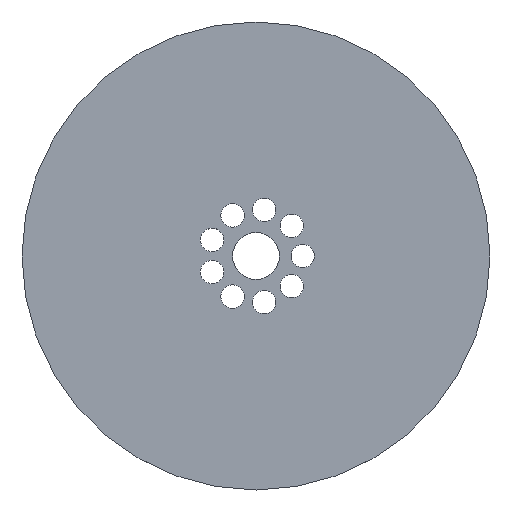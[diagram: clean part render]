
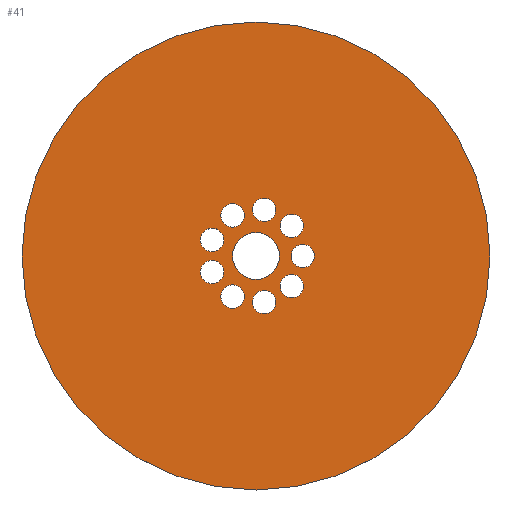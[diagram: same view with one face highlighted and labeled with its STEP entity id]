
A CAD part, top view. The second image highlights one B-rep face of the part: STEP entity #41.
In plain terms, the highlighted planar face has unit normal (0, 0, 1).
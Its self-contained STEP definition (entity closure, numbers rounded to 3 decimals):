
#41=ADVANCED_FACE('',(#89,#90,#91,#92,#93,#94,#95,#96,#97,#98,#65),#285,.T.);
#65=FACE_OUTER_BOUND('',#119,.F.);
#89=FACE_BOUND('',#109,.F.);
#90=FACE_BOUND('',#110,.F.);
#91=FACE_BOUND('',#111,.F.);
#92=FACE_BOUND('',#112,.F.);
#93=FACE_BOUND('',#113,.F.);
#94=FACE_BOUND('',#114,.F.);
#95=FACE_BOUND('',#115,.F.);
#96=FACE_BOUND('',#116,.F.);
#97=FACE_BOUND('',#117,.F.);
#98=FACE_BOUND('',#118,.F.);
#109=EDGE_LOOP('',(#153,#154));
#110=EDGE_LOOP('',(#155,#156));
#111=EDGE_LOOP('',(#157,#158));
#112=EDGE_LOOP('',(#159,#160));
#113=EDGE_LOOP('',(#161,#162));
#114=EDGE_LOOP('',(#163,#164));
#115=EDGE_LOOP('',(#165,#166));
#116=EDGE_LOOP('',(#167,#168));
#117=EDGE_LOOP('',(#169,#170));
#118=EDGE_LOOP('',(#171,#172));
#119=EDGE_LOOP('',(#173,#174));
#153=ORIENTED_EDGE('',*,*,#340,.T.);
#154=ORIENTED_EDGE('',*,*,#339,.T.);
#155=ORIENTED_EDGE('',*,*,#342,.T.);
#156=ORIENTED_EDGE('',*,*,#341,.T.);
#157=ORIENTED_EDGE('',*,*,#344,.T.);
#158=ORIENTED_EDGE('',*,*,#343,.T.);
#159=ORIENTED_EDGE('',*,*,#346,.T.);
#160=ORIENTED_EDGE('',*,*,#345,.T.);
#161=ORIENTED_EDGE('',*,*,#348,.T.);
#162=ORIENTED_EDGE('',*,*,#347,.T.);
#163=ORIENTED_EDGE('',*,*,#350,.T.);
#164=ORIENTED_EDGE('',*,*,#349,.T.);
#165=ORIENTED_EDGE('',*,*,#352,.T.);
#166=ORIENTED_EDGE('',*,*,#351,.T.);
#167=ORIENTED_EDGE('',*,*,#354,.T.);
#168=ORIENTED_EDGE('',*,*,#353,.T.);
#169=ORIENTED_EDGE('',*,*,#356,.T.);
#170=ORIENTED_EDGE('',*,*,#355,.T.);
#171=ORIENTED_EDGE('',*,*,#358,.T.);
#172=ORIENTED_EDGE('',*,*,#357,.T.);
#173=ORIENTED_EDGE('',*,*,#360,.F.);
#174=ORIENTED_EDGE('',*,*,#359,.F.);
#285=PLANE('',#566);
#339=EDGE_CURVE('',#492,#491,#405,.T.);
#340=EDGE_CURVE('',#491,#492,#406,.T.);
#341=EDGE_CURVE('',#490,#489,#407,.T.);
#342=EDGE_CURVE('',#489,#490,#408,.T.);
#343=EDGE_CURVE('',#488,#487,#409,.T.);
#344=EDGE_CURVE('',#487,#488,#410,.T.);
#345=EDGE_CURVE('',#486,#485,#411,.T.);
#346=EDGE_CURVE('',#485,#486,#412,.T.);
#347=EDGE_CURVE('',#484,#483,#413,.T.);
#348=EDGE_CURVE('',#483,#484,#414,.T.);
#349=EDGE_CURVE('',#482,#481,#415,.T.);
#350=EDGE_CURVE('',#481,#482,#416,.T.);
#351=EDGE_CURVE('',#480,#479,#417,.T.);
#352=EDGE_CURVE('',#479,#480,#418,.T.);
#353=EDGE_CURVE('',#478,#477,#419,.T.);
#354=EDGE_CURVE('',#477,#478,#420,.T.);
#355=EDGE_CURVE('',#476,#475,#421,.T.);
#356=EDGE_CURVE('',#475,#476,#422,.T.);
#357=EDGE_CURVE('',#474,#473,#423,.T.);
#358=EDGE_CURVE('',#473,#474,#424,.T.);
#359=EDGE_CURVE('',#472,#471,#425,.T.);
#360=EDGE_CURVE('',#471,#472,#426,.T.);
#405=CIRCLE('',#522,2.5);
#406=CIRCLE('',#523,2.5);
#407=CIRCLE('',#524,2.5);
#408=CIRCLE('',#525,2.5);
#409=CIRCLE('',#526,2.5);
#410=CIRCLE('',#527,2.5);
#411=CIRCLE('',#528,2.5);
#412=CIRCLE('',#529,2.5);
#413=CIRCLE('',#530,2.5);
#414=CIRCLE('',#531,2.5);
#415=CIRCLE('',#532,2.5);
#416=CIRCLE('',#533,2.5);
#417=CIRCLE('',#534,2.5);
#418=CIRCLE('',#535,2.5);
#419=CIRCLE('',#536,2.5);
#420=CIRCLE('',#537,2.5);
#421=CIRCLE('',#538,2.5);
#422=CIRCLE('',#539,2.5);
#423=CIRCLE('',#540,5.);
#424=CIRCLE('',#541,5.);
#425=CIRCLE('',#542,50.);
#426=CIRCLE('',#543,50.);
#471=VERTEX_POINT('',#782);
#472=VERTEX_POINT('',#783);
#473=VERTEX_POINT('',#784);
#474=VERTEX_POINT('',#785);
#475=VERTEX_POINT('',#786);
#476=VERTEX_POINT('',#787);
#477=VERTEX_POINT('',#788);
#478=VERTEX_POINT('',#789);
#479=VERTEX_POINT('',#790);
#480=VERTEX_POINT('',#791);
#481=VERTEX_POINT('',#792);
#482=VERTEX_POINT('',#793);
#483=VERTEX_POINT('',#794);
#484=VERTEX_POINT('',#795);
#485=VERTEX_POINT('',#796);
#486=VERTEX_POINT('',#797);
#487=VERTEX_POINT('',#798);
#488=VERTEX_POINT('',#799);
#489=VERTEX_POINT('',#800);
#490=VERTEX_POINT('',#801);
#491=VERTEX_POINT('',#802);
#492=VERTEX_POINT('',#803);
#522=AXIS2_PLACEMENT_3D('',#804,#596,#597);
#523=AXIS2_PLACEMENT_3D('',#805,#598,#599);
#524=AXIS2_PLACEMENT_3D('',#806,#600,#601);
#525=AXIS2_PLACEMENT_3D('',#807,#602,#603);
#526=AXIS2_PLACEMENT_3D('',#808,#604,#605);
#527=AXIS2_PLACEMENT_3D('',#809,#606,#607);
#528=AXIS2_PLACEMENT_3D('',#810,#608,#609);
#529=AXIS2_PLACEMENT_3D('',#811,#610,#611);
#530=AXIS2_PLACEMENT_3D('',#812,#612,#613);
#531=AXIS2_PLACEMENT_3D('',#813,#614,#615);
#532=AXIS2_PLACEMENT_3D('',#814,#616,#617);
#533=AXIS2_PLACEMENT_3D('',#815,#618,#619);
#534=AXIS2_PLACEMENT_3D('',#816,#620,#621);
#535=AXIS2_PLACEMENT_3D('',#817,#622,#623);
#536=AXIS2_PLACEMENT_3D('',#818,#624,#625);
#537=AXIS2_PLACEMENT_3D('',#819,#626,#627);
#538=AXIS2_PLACEMENT_3D('',#820,#628,#629);
#539=AXIS2_PLACEMENT_3D('',#821,#630,#631);
#540=AXIS2_PLACEMENT_3D('',#822,#632,#633);
#541=AXIS2_PLACEMENT_3D('',#823,#634,#635);
#542=AXIS2_PLACEMENT_3D('',#824,#636,#637);
#543=AXIS2_PLACEMENT_3D('',#825,#638,#639);
#566=AXIS2_PLACEMENT_3D('',#870,#706,#707);
#596=DIRECTION('',(0.,0.,1.));
#597=DIRECTION('',(-1.,0.,0.));
#598=DIRECTION('',(0.,0.,1.));
#599=DIRECTION('',(1.,0.,0.));
#600=DIRECTION('',(0.,0.,1.));
#601=DIRECTION('',(-1.,0.,0.));
#602=DIRECTION('',(0.,0.,1.));
#603=DIRECTION('',(1.,0.,0.));
#604=DIRECTION('',(0.,0.,1.));
#605=DIRECTION('',(-1.,0.,0.));
#606=DIRECTION('',(0.,0.,1.));
#607=DIRECTION('',(1.,0.,0.));
#608=DIRECTION('',(0.,0.,1.));
#609=DIRECTION('',(-1.,0.,0.));
#610=DIRECTION('',(0.,0.,1.));
#611=DIRECTION('',(1.,0.,0.));
#612=DIRECTION('',(0.,0.,1.));
#613=DIRECTION('',(-1.,0.,0.));
#614=DIRECTION('',(0.,0.,1.));
#615=DIRECTION('',(1.,0.,0.));
#616=DIRECTION('',(0.,0.,1.));
#617=DIRECTION('',(-1.,0.,0.));
#618=DIRECTION('',(0.,0.,1.));
#619=DIRECTION('',(1.,0.,0.));
#620=DIRECTION('',(0.,0.,1.));
#621=DIRECTION('',(-1.,0.,0.));
#622=DIRECTION('',(0.,0.,1.));
#623=DIRECTION('',(1.,0.,0.));
#624=DIRECTION('',(0.,0.,1.));
#625=DIRECTION('',(-1.,0.,0.));
#626=DIRECTION('',(0.,0.,1.));
#627=DIRECTION('',(1.,0.,0.));
#628=DIRECTION('',(0.,0.,1.));
#629=DIRECTION('',(-1.,0.,0.));
#630=DIRECTION('',(0.,0.,1.));
#631=DIRECTION('',(1.,0.,0.));
#632=DIRECTION('',(0.,0.,1.));
#633=DIRECTION('',(-1.,0.,0.));
#634=DIRECTION('',(0.,0.,1.));
#635=DIRECTION('',(1.,0.,0.));
#636=DIRECTION('',(0.,0.,1.));
#637=DIRECTION('',(-1.,0.,0.));
#638=DIRECTION('',(0.,0.,1.));
#639=DIRECTION('',(1.,0.,0.));
#706=DIRECTION('',(0.,0.,1.));
#707=DIRECTION('',(1.,0.,0.));
#782=CARTESIAN_POINT('',(50.,0.,1.));
#783=CARTESIAN_POINT('',(-50.,0.,1.));
#784=CARTESIAN_POINT('',(5.,0.,1.));
#785=CARTESIAN_POINT('',(-5.,0.,1.));
#786=CARTESIAN_POINT('',(12.5,0.,1.));
#787=CARTESIAN_POINT('',(7.5,0.,1.));
#788=CARTESIAN_POINT('',(10.16,6.428,1.));
#789=CARTESIAN_POINT('',(5.16,6.428,1.));
#790=CARTESIAN_POINT('',(4.236,9.848,1.));
#791=CARTESIAN_POINT('',(-0.764,9.848,1.));
#792=CARTESIAN_POINT('',(-2.5,8.66,1.));
#793=CARTESIAN_POINT('',(-7.5,8.66,1.));
#794=CARTESIAN_POINT('',(-6.897,3.42,1.));
#795=CARTESIAN_POINT('',(-11.897,3.42,1.));
#796=CARTESIAN_POINT('',(-6.897,-3.42,1.));
#797=CARTESIAN_POINT('',(-11.897,-3.42,1.));
#798=CARTESIAN_POINT('',(-2.5,-8.66,1.));
#799=CARTESIAN_POINT('',(-7.5,-8.66,1.));
#800=CARTESIAN_POINT('',(4.236,-9.848,1.));
#801=CARTESIAN_POINT('',(-0.764,-9.848,1.));
#802=CARTESIAN_POINT('',(10.16,-6.428,1.));
#803=CARTESIAN_POINT('',(5.16,-6.428,1.));
#804=CARTESIAN_POINT('',(7.66,-6.428,1.));
#805=CARTESIAN_POINT('',(7.66,-6.428,1.));
#806=CARTESIAN_POINT('',(1.736,-9.848,1.));
#807=CARTESIAN_POINT('',(1.736,-9.848,1.));
#808=CARTESIAN_POINT('',(-5.,-8.66,1.));
#809=CARTESIAN_POINT('',(-5.,-8.66,1.));
#810=CARTESIAN_POINT('',(-9.397,-3.42,1.));
#811=CARTESIAN_POINT('',(-9.397,-3.42,1.));
#812=CARTESIAN_POINT('',(-9.397,3.42,1.));
#813=CARTESIAN_POINT('',(-9.397,3.42,1.));
#814=CARTESIAN_POINT('',(-5.,8.66,1.));
#815=CARTESIAN_POINT('',(-5.,8.66,1.));
#816=CARTESIAN_POINT('',(1.736,9.848,1.));
#817=CARTESIAN_POINT('',(1.736,9.848,1.));
#818=CARTESIAN_POINT('',(7.66,6.428,1.));
#819=CARTESIAN_POINT('',(7.66,6.428,1.));
#820=CARTESIAN_POINT('',(10.,0.,1.));
#821=CARTESIAN_POINT('',(10.,0.,1.));
#822=CARTESIAN_POINT('',(0.,0.,1.));
#823=CARTESIAN_POINT('',(0.,0.,1.));
#824=CARTESIAN_POINT('',(0.,0.,1.));
#825=CARTESIAN_POINT('',(0.,0.,1.));
#870=CARTESIAN_POINT('',(-51.065,-51.001,1.));
